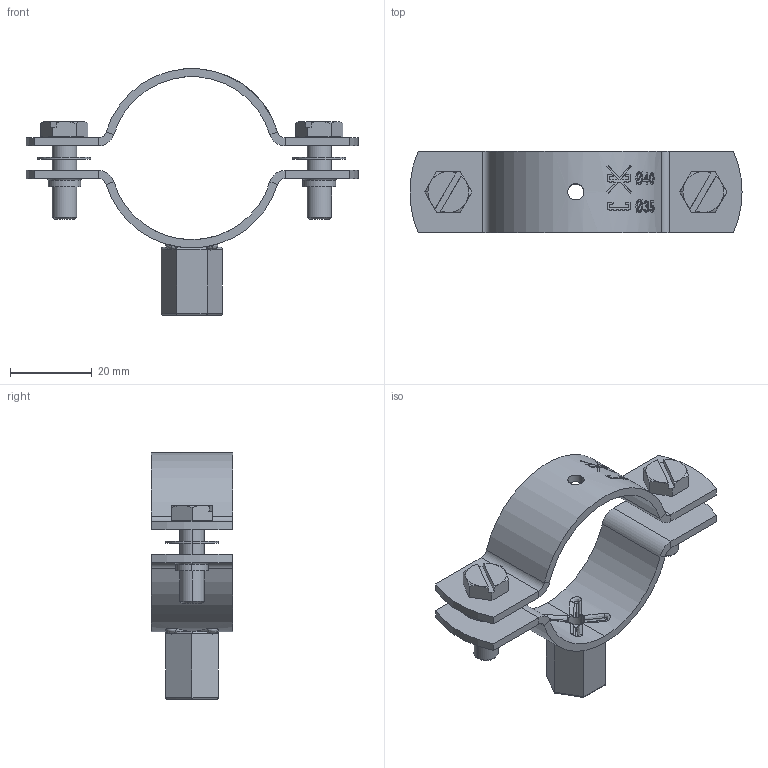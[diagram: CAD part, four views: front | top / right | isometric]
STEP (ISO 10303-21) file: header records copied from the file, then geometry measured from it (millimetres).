
FILE_DESCRIPTION (( 'STEP AP214' ), '1' );
FILE_NAME ('30179040.STEP', '2022-10-27T06:47:22', ( '' ), ( '' ), 'SwSTEP 2.0', 'SolidWorks 2021', '' );
FILE_SCHEMA (( 'AUTOMOTIVE_DESIGN' ));
Length unit declared in the file: millimetre
Products named in the file (7): Clamp^8110130040; 9735013060; 30179040; 9519002599; 8020130040; 9541506020; 8110130040
Assembly tree (8 placements, depth 3):
  30179040
    8110130040
      Clamp^8110130040
      9519002599
    8020130040
    9541506020  x2
    9735013060  x2
Bounding box: 81.46 x 20 x 60.59 mm (x, y, z)
Volume: 10871.7 mm3; surface area: 11810.9 mm2
Topology: 7 solids, 7 shells, 471 faces, 1216 edges, 776 vertices
Faces by surface type: bspline 171, plane 150, cylinder 108, cone 30, torus 12
Entity records: 25955 total; most frequent: CARTESIAN_POINT 16863, ORIENTED_EDGE 2178, DIRECTION 1241, EDGE_CURVE 1089, VERTEX_POINT 695, B_SPLINE_CURVE_WITH_KNOTS 575, AXIS2_PLACEMENT_3D 479, EDGE_LOOP 450
